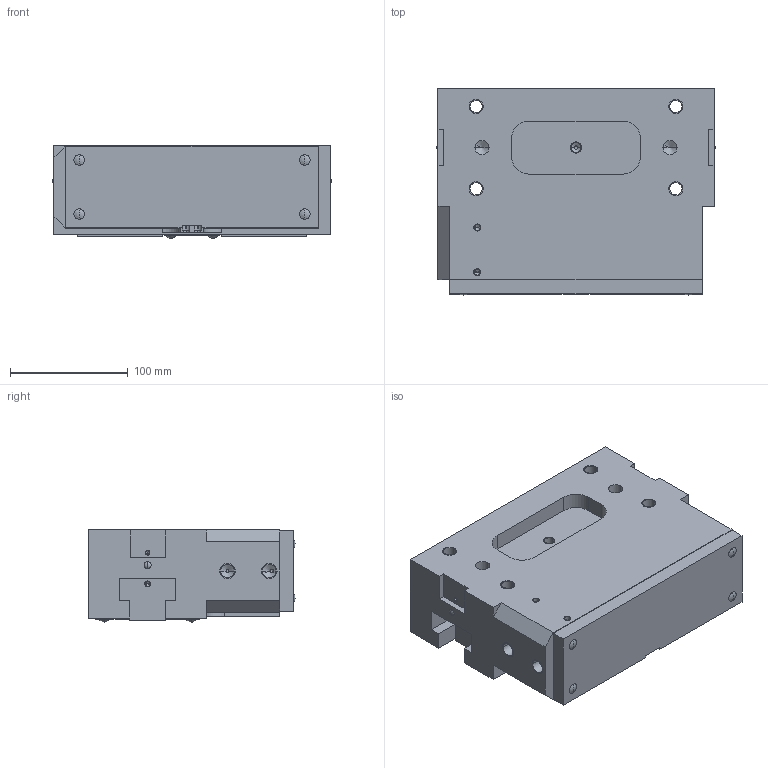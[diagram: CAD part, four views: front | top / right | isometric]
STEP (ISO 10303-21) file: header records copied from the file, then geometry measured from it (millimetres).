
FILE_DESCRIPTION((''),'2;1');
FILE_NAME('QPG-TECH_220_QT200NBA_ASM','2016-02-11T',('marino.mora'),(''),'PRO/ENGINEER BY PARAMETRIC TECHNOLOGY CORPORATION, 2011310','PRO/ENGINEER BY PARAMETRIC TECHNOLOGY CORPORATION, 2011310','');
FILE_SCHEMA(('CONFIG_CONTROL_DESIGN'));
Length unit declared in the file: millimetre
Products named in the file (4): MODELLO_CORPO_QPG220TECH; MODELLO_GRIFFA_QPG220TECH; INGRASSATORE_LUB_GAS; QPG-TECH_220_QT200NBA_ASM
Assembly tree (4 placements, depth 2):
  QPG-TECH_220_QT200NBA_ASM
    MODELLO_CORPO_QPG220TECH
    MODELLO_GRIFFA_QPG220TECH  x2
    INGRASSATORE_LUB_GAS
Bounding box: 237 x 175.5 x 78.5 mm (x, y, z)
Volume: 2744612.7 mm3; surface area: 242268.6 mm2
Topology: 4 solids, 26 shells, 357 faces, 931 edges, 583 vertices
Faces by surface type: cylinder 144, plane 133, cone 56, sphere 22, torus 2
Entity records: 9680 total; most frequent: DIRECTION 1771, CARTESIAN_POINT 1721, ORIENTED_EDGE 1482, EDGE_CURVE 779, AXIS2_PLACEMENT_3D 680, VERTEX_POINT 522, VECTOR 411, LINE 411
